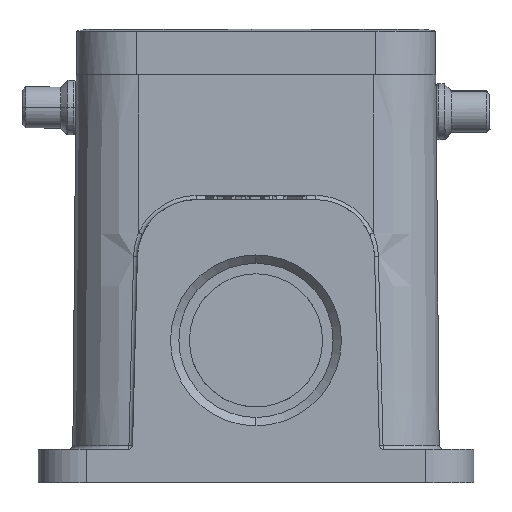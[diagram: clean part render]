
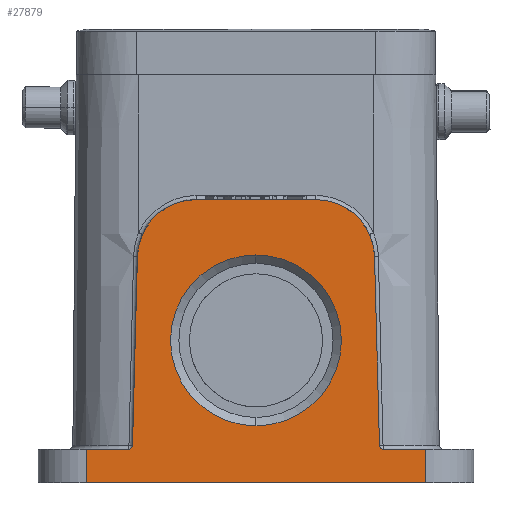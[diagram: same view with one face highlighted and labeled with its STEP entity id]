
A CAD part, left-side view. The second image highlights one B-rep face of the part: STEP entity #27879.
In plain terms, the highlighted planar face has unit normal (-1, 0, 0).
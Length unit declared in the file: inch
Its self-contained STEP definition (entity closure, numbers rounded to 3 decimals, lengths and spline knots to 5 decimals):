
#4474=CARTESIAN_POINT('',(-1.85039,-5.00593,
1.02025));
#4475=DIRECTION('',(-1.,0.,0.));
#4476=DIRECTION('',(0.,-1.,0.026));
#4477=AXIS2_PLACEMENT_3D('',#4474,#4475,#4476);
#4479=DIRECTION('',(0.,0.026,1.));
#4480=VECTOR('',#4479,0.88599);
#4481=CARTESIAN_POINT('',(-1.85039,-5.30462,
0.14178));
#4482=LINE('',#4481,#4480);
#4483=CARTESIAN_POINT('',(-1.85039,-5.32429,
0.14229));
#4484=DIRECTION('',(1.,0.,0.));
#4485=DIRECTION('',(0.,0.,-1.));
#4486=AXIS2_PLACEMENT_3D('',#4483,#4484,#4485);
#4488=DIRECTION('',(0.,1.,0.));
#4489=VECTOR('',#4488,0.19736);
#4490=CARTESIAN_POINT('',(-1.85039,-5.52165,
0.12261));
#4491=LINE('',#4490,#4489);
#4492=DIRECTION('',(0.,1.,0.));
#4493=VECTOR('',#4492,0.19736);
#4494=CARTESIAN_POINT('',(-1.85039,-4.12452,
0.12261));
#4495=LINE('',#4494,#4493);
#4496=CARTESIAN_POINT('',(-1.85039,-4.12452,
0.14229));
#4497=DIRECTION('',(1.,0.,0.));
#4498=DIRECTION('',(0.,-1.,-0.026));
#4499=AXIS2_PLACEMENT_3D('',#4496,#4497,#4498);
#4501=DIRECTION('',(0.,0.026,-1.));
#4502=VECTOR('',#4501,0.88599);
#4503=CARTESIAN_POINT('',(-1.85039,-4.1674,
1.02746));
#4504=LINE('',#4503,#4502);
#4505=CARTESIAN_POINT('',(-1.85039,-4.44289,
1.02025));
#4506=DIRECTION('',(-1.,0.,0.));
#4507=DIRECTION('',(0.,0.,1.));
#4508=AXIS2_PLACEMENT_3D('',#4505,#4506,#4507);
#4510=CARTESIAN_POINT('',(-1.85039,-4.72441,
0.63442));
#4511=DIRECTION('',(1.,0.,0.));
#4512=DIRECTION('',(0.,0.,1.));
#4513=AXIS2_PLACEMENT_3D('',#4510,#4511,#4512);
#4515=CARTESIAN_POINT('',(-1.85039,-4.72441,
0.63442));
#4516=DIRECTION('',(1.,0.,0.));
#4517=DIRECTION('',(0.,0.,-1.));
#4518=AXIS2_PLACEMENT_3D('',#4515,#4516,#4517);
#4611=DIRECTION('',(0.,-1.,0.));
#4612=VECTOR('',#4611,0.56304);
#4613=CARTESIAN_POINT('',(-1.85039,-4.44289,
1.29584));
#4614=LINE('',#4613,#4612);
#5574=DIRECTION('',(0.,1.,0.));
#5575=VECTOR('',#5574,1.59449);
#5576=CARTESIAN_POINT('',(-1.85039,-5.52165,
-0.03487));
#5577=LINE('',#5576,#5575);
#5611=DIRECTION('',(0.,0.,1.));
#5612=VECTOR('',#5611,0.15748);
#5613=CARTESIAN_POINT('',(-1.85039,-3.92717,
-0.03487));
#5614=LINE('',#5613,#5612);
#5615=DIRECTION('',(0.,0.,-1.));
#5616=VECTOR('',#5615,0.15748);
#5617=CARTESIAN_POINT('',(-1.85039,-5.52165,
0.12261));
#5618=LINE('',#5617,#5616);
#20840=CARTESIAN_POINT('',(-1.85039,-4.12452,
0.12261));
#20841=VERTEX_POINT('',#20840);
#20842=CARTESIAN_POINT('',(-1.85039,-4.1442,
0.14178));
#20843=VERTEX_POINT('',#20842);
#20850=CARTESIAN_POINT('',(-1.85039,-5.00593,
1.29584));
#20851=VERTEX_POINT('',#20850);
#20852=CARTESIAN_POINT('',(-1.85039,-5.28142,
1.02746));
#20853=VERTEX_POINT('',#20852);
#21073=CARTESIAN_POINT('',(-1.85039,-4.44289,
1.29584));
#21074=VERTEX_POINT('',#21073);
#21077=CARTESIAN_POINT('',(-1.85039,-4.1674,
1.02746));
#21078=VERTEX_POINT('',#21077);
#21095=CARTESIAN_POINT('',(-1.85039,-3.92717,
0.12261));
#21096=VERTEX_POINT('',#21095);
#21101=CARTESIAN_POINT('',(-1.85039,-3.92717,
-0.03487));
#21102=VERTEX_POINT('',#21101);
#21111=CARTESIAN_POINT('',(-1.85039,-5.52165,
-0.03487));
#21112=VERTEX_POINT('',#21111);
#21113=CARTESIAN_POINT('',(-1.85039,-5.52165,
0.12261));
#21114=VERTEX_POINT('',#21113);
#21121=CARTESIAN_POINT('',(-1.85039,-5.30462,
0.14178));
#21122=VERTEX_POINT('',#21121);
#21123=CARTESIAN_POINT('',(-1.85039,-5.32429,
0.12261));
#21124=VERTEX_POINT('',#21123);
#22341=CARTESIAN_POINT('',(-1.85039,-4.72441,
1.03599));
#22342=CARTESIAN_POINT('',(-1.85039,-4.72441,
0.23284));
#22343=VERTEX_POINT('',#22341);
#22344=VERTEX_POINT('',#22342);
#27844=CARTESIAN_POINT('',(-1.85039,-5.74803,
-0.03487));
#27845=DIRECTION('',(-1.,0.,0.));
#27846=DIRECTION('',(0.,1.,0.));
#27847=AXIS2_PLACEMENT_3D('',#27844,#27845,#27846);
#27848=PLANE('',#27847);
#27850=ORIENTED_EDGE('',*,*,#27849,.F.);
#27852=ORIENTED_EDGE('',*,*,#27851,.F.);
#27854=ORIENTED_EDGE('',*,*,#27853,.F.);
#27856=ORIENTED_EDGE('',*,*,#27855,.F.);
#27858=ORIENTED_EDGE('',*,*,#27857,.T.);
#27860=ORIENTED_EDGE('',*,*,#27859,.T.);
#27862=ORIENTED_EDGE('',*,*,#27861,.T.);
#27863=ORIENTED_EDGE('',*,*,#24226,.F.);
#27865=ORIENTED_EDGE('',*,*,#27864,.F.);
#27867=ORIENTED_EDGE('',*,*,#27866,.F.);
#27869=ORIENTED_EDGE('',*,*,#27868,.F.);
#27871=ORIENTED_EDGE('',*,*,#27870,.T.);
#27872=EDGE_LOOP('',(#27850,#27852,#27854,#27856,#27858,#27860,#27862,#27863,
#27865,#27867,#27869,#27871));
#27873=FACE_OUTER_BOUND('',#27872,.F.);
#27874=ORIENTED_EDGE('',*,*,#27834,.F.);
#27876=ORIENTED_EDGE('',*,*,#27875,.F.);
#27877=EDGE_LOOP('',(#27874,#27876));
#27878=FACE_BOUND('',#27877,.F.);
#27879=ADVANCED_FACE('',(#27873,#27878),#27848,.T.);
#4478=CIRCLE('',#4477,0.27559);
#4487=CIRCLE('',#4486,0.01969);
#4500=CIRCLE('',#4499,0.01969);
#4509=CIRCLE('',#4508,0.27559);
#4514=CIRCLE('',#4513,0.40157);
#4519=CIRCLE('',#4518,0.40157);
#24226=EDGE_CURVE('',#20841,#21096,#4495,.T.);
#27834=EDGE_CURVE('',#22343,#22344,#4514,.T.);
#27849=EDGE_CURVE('',#20853,#20851,#4478,.T.);
#27851=EDGE_CURVE('',#21122,#20853,#4482,.T.);
#27853=EDGE_CURVE('',#21124,#21122,#4487,.T.);
#27855=EDGE_CURVE('',#21114,#21124,#4491,.T.);
#27857=EDGE_CURVE('',#21114,#21112,#5618,.T.);
#27859=EDGE_CURVE('',#21112,#21102,#5577,.T.);
#27861=EDGE_CURVE('',#21102,#21096,#5614,.T.);
#27864=EDGE_CURVE('',#20843,#20841,#4500,.T.);
#27866=EDGE_CURVE('',#21078,#20843,#4504,.T.);
#27868=EDGE_CURVE('',#21074,#21078,#4509,.T.);
#27870=EDGE_CURVE('',#21074,#20851,#4614,.T.);
#27875=EDGE_CURVE('',#22344,#22343,#4519,.T.);
